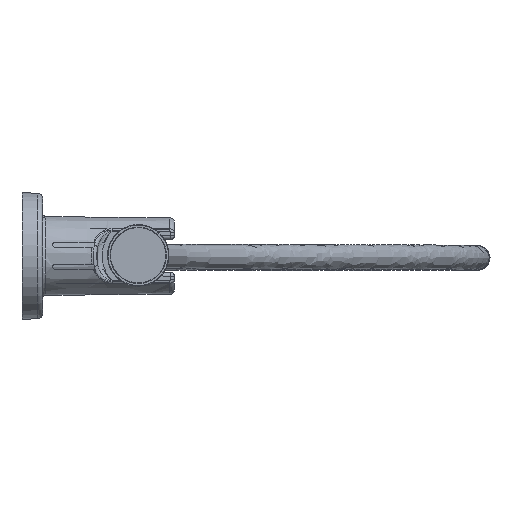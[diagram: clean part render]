
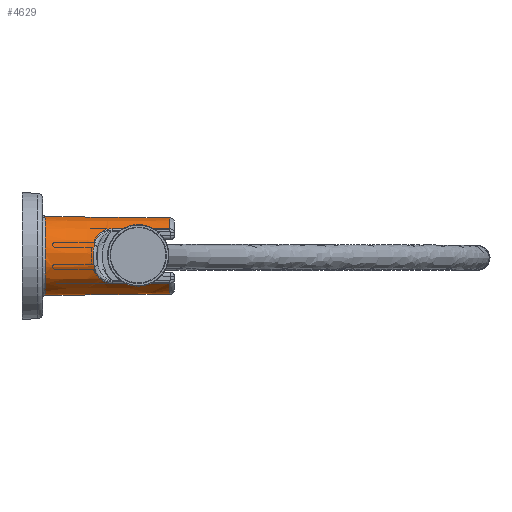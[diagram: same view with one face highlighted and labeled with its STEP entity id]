
A CAD part, top view. The second image highlights one B-rep face of the part: STEP entity #4629.
In plain terms, the highlighted conical face has half-angle 0.5 degrees and reference radius 21.95 mm.
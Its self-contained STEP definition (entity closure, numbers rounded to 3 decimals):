
#42=ELLIPSE('',#6216,1237.322,18.702);
#43=ELLIPSE('',#6217,1237.322,18.702);
#104=CONICAL_SURFACE('',#6211,21.95,0.009);
#299=CIRCLE('',#6212,21.601);
#300=CIRCLE('',#6213,21.335);
#301=CIRCLE('',#6214,21.335);
#302=CIRCLE('',#6215,21.937);
#846=ORIENTED_EDGE('',*,*,#1775,.T.);
#847=ORIENTED_EDGE('',*,*,#1776,.F.);
#848=ORIENTED_EDGE('',*,*,#1764,.T.);
#849=ORIENTED_EDGE('',*,*,#1777,.F.);
#850=ORIENTED_EDGE('',*,*,#1778,.F.);
#851=ORIENTED_EDGE('',*,*,#1779,.F.);
#852=ORIENTED_EDGE('',*,*,#1780,.T.);
#853=ORIENTED_EDGE('',*,*,#1781,.T.);
#854=ORIENTED_EDGE('',*,*,#1782,.T.);
#855=ORIENTED_EDGE('',*,*,#1783,.T.);
#856=ORIENTED_EDGE('',*,*,#1768,.F.);
#857=ORIENTED_EDGE('',*,*,#1784,.T.);
#858=ORIENTED_EDGE('',*,*,#1785,.T.);
#859=ORIENTED_EDGE('',*,*,#1786,.T.);
#860=ORIENTED_EDGE('',*,*,#1787,.F.);
#861=ORIENTED_EDGE('',*,*,#1788,.T.);
#1764=EDGE_CURVE('',#2435,#2434,#2973,.T.);
#1768=EDGE_CURVE('',#2438,#2439,#2976,.T.);
#1775=EDGE_CURVE('',#2445,#2446,#299,.F.);
#1776=EDGE_CURVE('',#2435,#2446,#2981,.T.);
#1777=EDGE_CURVE('',#2447,#2434,#300,.F.);
#1778=EDGE_CURVE('',#2448,#2447,#2982,.T.);
#1779=EDGE_CURVE('',#2449,#2448,#2983,.T.);
#1780=EDGE_CURVE('',#2449,#2450,#2984,.T.);
#1781=EDGE_CURVE('',#2450,#2451,#2985,.T.);
#1782=EDGE_CURVE('',#2451,#2452,#2986,.T.);
#1783=EDGE_CURVE('',#2452,#2439,#301,.F.);
#1784=EDGE_CURVE('',#2438,#2445,#2987,.T.);
#1785=EDGE_CURVE('',#2453,#2454,#302,.F.);
#1786=EDGE_CURVE('',#2454,#2455,#42,.F.);
#1787=EDGE_CURVE('',#2456,#2455,#2988,.T.);
#1788=EDGE_CURVE('',#2456,#2453,#43,.F.);
#2434=VERTEX_POINT('',#16771);
#2435=VERTEX_POINT('',#16776);
#2438=VERTEX_POINT('',#16794);
#2439=VERTEX_POINT('',#16799);
#2445=VERTEX_POINT('',#16828);
#2446=VERTEX_POINT('',#16829);
#2447=VERTEX_POINT('',#16835);
#2448=VERTEX_POINT('',#16840);
#2449=VERTEX_POINT('',#16848);
#2450=VERTEX_POINT('',#16856);
#2451=VERTEX_POINT('',#16864);
#2452=VERTEX_POINT('',#16869);
#2453=VERTEX_POINT('',#16876);
#2454=VERTEX_POINT('',#16877);
#2455=VERTEX_POINT('',#16879);
#2456=VERTEX_POINT('',#16892);
#2973=B_SPLINE_CURVE_WITH_KNOTS('',3,(#16772,#16773,#16774,#16775),
 .UNSPECIFIED.,.F.,.F.,(4,4),(-0.001,0.029),
 .UNSPECIFIED.);
#2976=B_SPLINE_CURVE_WITH_KNOTS('',3,(#16795,#16796,#16797,#16798),
 .UNSPECIFIED.,.F.,.F.,(4,4),(-0.001,0.029),
 .UNSPECIFIED.);
#2981=B_SPLINE_CURVE_WITH_KNOTS('',3,(#16830,#16831,#16832,#16833),
 .UNSPECIFIED.,.F.,.F.,(4,4),(0.,0.001),.UNSPECIFIED.);
#2982=B_SPLINE_CURVE_WITH_KNOTS('',3,(#16836,#16837,#16838,#16839),
 .UNSPECIFIED.,.F.,.F.,(4,4),(0.,0.032),.UNSPECIFIED.);
#2983=B_SPLINE_CURVE_WITH_KNOTS('',3,(#16841,#16842,#16843,#16844,#16845,
#16846,#16847),.UNSPECIFIED.,.F.,.F.,(4,1,1,1,4),(0.,0.004,
0.008,0.012,0.016),.UNSPECIFIED.);
#2984=B_SPLINE_CURVE_WITH_KNOTS('',3,(#16849,#16850,#16851,#16852,#16853,
#16854,#16855),.UNSPECIFIED.,.F.,.F.,(4,1,1,1,4),(0.,
0.003,0.006,0.009,0.012),
 .UNSPECIFIED.);
#2985=B_SPLINE_CURVE_WITH_KNOTS('',3,(#16857,#16858,#16859,#16860,#16861,
#16862,#16863),.UNSPECIFIED.,.F.,.F.,(4,1,1,1,4),(0.,0.004,
0.008,0.012,0.016),.UNSPECIFIED.);
#2986=B_SPLINE_CURVE_WITH_KNOTS('',3,(#16865,#16866,#16867,#16868),
 .UNSPECIFIED.,.F.,.F.,(4,4),(0.,0.032),.UNSPECIFIED.);
#2987=B_SPLINE_CURVE_WITH_KNOTS('',3,(#16871,#16872,#16873,#16874),
 .UNSPECIFIED.,.F.,.F.,(4,4),(0.,0.001),.UNSPECIFIED.);
#2988=B_SPLINE_CURVE_WITH_KNOTS('',3,(#16880,#16881,#16882,#16883,#16884,
#16885,#16886,#16887,#16888,#16889,#16890,#16891),.UNSPECIFIED.,.F.,.F.,
(4,1,1,1,1,1,1,1,1,4),(0.,0.002,0.004,0.009,
0.013,0.017,0.022,0.026,
0.03,0.035),.UNSPECIFIED.);
#3466=EDGE_LOOP('',(#846,#847,#848,#849,#850,#851,#852,#853,#854,#855,#856,
#857));
#3467=EDGE_LOOP('',(#858,#859,#860,#861));
#4038=FACE_BOUND('',#3466,.T.);
#4039=FACE_BOUND('',#3467,.T.);
#4629=ADVANCED_FACE('',(#4038,#4039),#104,.T.);
#6211=AXIS2_PLACEMENT_3D('',#16826,#6680,#6681);
#6212=AXIS2_PLACEMENT_3D('',#16827,#6682,#6683);
#6213=AXIS2_PLACEMENT_3D('',#16834,#6684,#6685);
#6214=AXIS2_PLACEMENT_3D('',#16870,#6686,#6687);
#6215=AXIS2_PLACEMENT_3D('',#16875,#6688,#6689);
#6216=AXIS2_PLACEMENT_3D('',#16878,#6690,#6691);
#6217=AXIS2_PLACEMENT_3D('',#16893,#6692,#6693);
#6680=DIRECTION('',(-1.,0.,0.));
#6681=DIRECTION('',(0.,0.,1.));
#6682=DIRECTION('',(1.,0.,0.));
#6683=DIRECTION('',(0.,0.,-1.));
#6684=DIRECTION('',(-1.,0.,0.));
#6685=DIRECTION('',(0.,0.,-1.));
#6686=DIRECTION('',(1.,0.,0.));
#6687=DIRECTION('',(0.,0.,-1.));
#6688=DIRECTION('',(-1.,0.,0.));
#6689=DIRECTION('',(0.,0.,1.));
#6690=DIRECTION('',(-0.017,1.,0.));
#6691=DIRECTION('',(-1.,-0.017,0.));
#6692=DIRECTION('',(-0.017,-1.,0.));
#6693=DIRECTION('',(-1.,0.017,0.));
#16771=CARTESIAN_POINT('',(82.522,-10.888,-18.347));
#16772=CARTESIAN_POINT('',(52.815,-10.959,-18.606));
#16773=CARTESIAN_POINT('',(62.717,-10.935,-18.52));
#16774=CARTESIAN_POINT('',(72.62,-10.912,-18.434));
#16775=CARTESIAN_POINT('',(82.522,-10.888,-18.347));
#16776=CARTESIAN_POINT('',(52.815,-10.959,-18.606));
#16794=CARTESIAN_POINT('',(52.815,10.959,-18.606));
#16795=CARTESIAN_POINT('',(52.815,10.959,-18.606));
#16796=CARTESIAN_POINT('',(62.717,10.935,-18.52));
#16797=CARTESIAN_POINT('',(72.62,10.912,-18.434));
#16798=CARTESIAN_POINT('',(82.522,10.888,-18.347));
#16799=CARTESIAN_POINT('',(82.522,10.888,-18.347));
#16826=CARTESIAN_POINT('',(12.,0.,0.));
#16827=CARTESIAN_POINT('',(52.013,0.,0.));
#16828=CARTESIAN_POINT('',(52.013,10.733,-18.746));
#16829=CARTESIAN_POINT('',(52.013,-10.733,-18.746));
#16830=CARTESIAN_POINT('',(52.815,-10.959,-18.606));
#16831=CARTESIAN_POINT('',(52.526,-10.96,-18.609));
#16832=CARTESIAN_POINT('',(52.236,-10.886,-18.656));
#16833=CARTESIAN_POINT('',(52.013,-10.733,-18.746));
#16834=CARTESIAN_POINT('',(82.522,0.,0.));
#16835=CARTESIAN_POINT('',(82.522,-15.114,15.058));
#16836=CARTESIAN_POINT('',(50.509,-15.221,15.346));
#16837=CARTESIAN_POINT('',(61.18,-15.185,15.25));
#16838=CARTESIAN_POINT('',(71.851,-15.149,15.154));
#16839=CARTESIAN_POINT('',(82.522,-15.114,15.058));
#16840=CARTESIAN_POINT('',(50.509,-15.221,15.346));
#16841=CARTESIAN_POINT('',(40.589,-5.855,20.896));
#16842=CARTESIAN_POINT('',(40.84,-7.125,20.538));
#16843=CARTESIAN_POINT('',(41.539,-9.515,19.614));
#16844=CARTESIAN_POINT('',(43.497,-12.564,17.761));
#16845=CARTESIAN_POINT('',(46.523,-14.642,15.988));
#16846=CARTESIAN_POINT('',(49.156,-15.225,15.358));
#16847=CARTESIAN_POINT('',(50.509,-15.221,15.346));
#16848=CARTESIAN_POINT('',(40.589,-5.855,20.896));
#16849=CARTESIAN_POINT('',(40.589,-5.855,20.896));
#16850=CARTESIAN_POINT('',(40.402,-4.907,21.163));
#16851=CARTESIAN_POINT('',(40.117,-2.987,21.566));
#16852=CARTESIAN_POINT('',(39.968,-0.004,21.775));
#16853=CARTESIAN_POINT('',(40.117,2.987,21.566));
#16854=CARTESIAN_POINT('',(40.402,4.907,21.163));
#16855=CARTESIAN_POINT('',(40.589,5.855,20.896));
#16856=CARTESIAN_POINT('',(40.589,5.855,20.896));
#16857=CARTESIAN_POINT('',(40.589,5.855,20.896));
#16858=CARTESIAN_POINT('',(40.84,7.125,20.538));
#16859=CARTESIAN_POINT('',(41.539,9.515,19.614));
#16860=CARTESIAN_POINT('',(43.497,12.564,17.761));
#16861=CARTESIAN_POINT('',(46.523,14.642,15.988));
#16862=CARTESIAN_POINT('',(49.156,15.225,15.358));
#16863=CARTESIAN_POINT('',(50.509,15.221,15.346));
#16864=CARTESIAN_POINT('',(50.509,15.221,15.346));
#16865=CARTESIAN_POINT('',(50.509,15.221,15.346));
#16866=CARTESIAN_POINT('',(61.18,15.185,15.25));
#16867=CARTESIAN_POINT('',(71.851,15.149,15.154));
#16868=CARTESIAN_POINT('',(82.522,15.114,15.058));
#16869=CARTESIAN_POINT('',(82.522,15.114,15.058));
#16870=CARTESIAN_POINT('',(82.522,0.,0.));
#16871=CARTESIAN_POINT('',(52.815,10.959,-18.606));
#16872=CARTESIAN_POINT('',(52.526,10.96,-18.609));
#16873=CARTESIAN_POINT('',(52.236,10.886,-18.656));
#16874=CARTESIAN_POINT('',(52.013,10.733,-18.746));
#16875=CARTESIAN_POINT('',(13.487,0.,0.));
#16876=CARTESIAN_POINT('',(13.487,11.482,-18.692));
#16877=CARTESIAN_POINT('',(13.487,-11.482,-18.692));
#16878=CARTESIAN_POINT('',(52.766,-10.796,0.));
#16879=CARTESIAN_POINT('',(41.192,-10.998,-18.701));
#16880=CARTESIAN_POINT('',(41.192,10.998,-18.701));
#16881=CARTESIAN_POINT('',(41.924,10.986,-18.701));
#16882=CARTESIAN_POINT('',(43.352,10.818,-18.786));
#16883=CARTESIAN_POINT('',(46.105,9.927,-19.259));
#16884=CARTESIAN_POINT('',(49.026,7.906,-20.217));
#16885=CARTESIAN_POINT('',(51.408,4.346,-21.296));
#16886=CARTESIAN_POINT('',(52.293,0.022,-21.752));
#16887=CARTESIAN_POINT('',(51.418,-4.332,-21.301));
#16888=CARTESIAN_POINT('',(49.029,-7.905,-20.218));
#16889=CARTESIAN_POINT('',(45.52,-10.33,-19.066));
#16890=CARTESIAN_POINT('',(42.656,-10.973,-18.701));
#16891=CARTESIAN_POINT('',(41.192,-10.998,-18.701));
#16892=CARTESIAN_POINT('',(41.192,10.998,-18.701));
#16893=CARTESIAN_POINT('',(52.766,10.796,0.));
